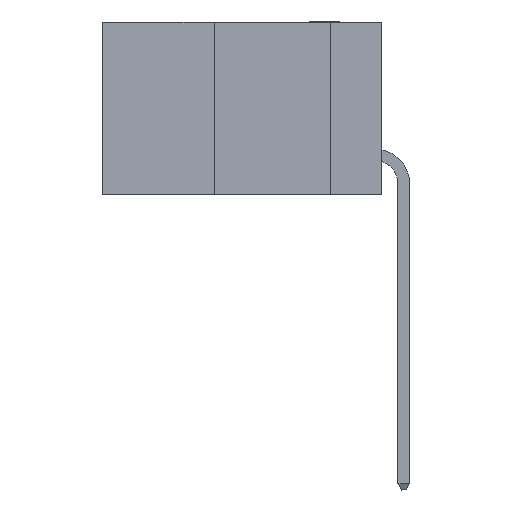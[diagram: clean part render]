
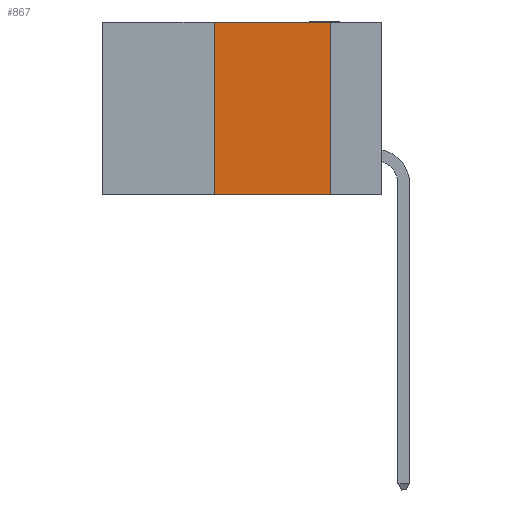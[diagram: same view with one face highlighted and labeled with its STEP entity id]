
A CAD part, left-side view. The second image highlights one B-rep face of the part: STEP entity #867.
In plain terms, the highlighted planar face has unit normal (-1, 0, 0).
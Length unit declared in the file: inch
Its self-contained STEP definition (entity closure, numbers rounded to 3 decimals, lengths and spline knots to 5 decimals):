
#47 = DIRECTION ( 'NONE',  ( 0., -1., 0. ) ) ;
#71 = VERTEX_POINT ( 'NONE', #4193 ) ;
#284 = CARTESIAN_POINT ( 'NONE',  ( 0., 0.11, -0.37 ) ) ;
#867 = ADVANCED_FACE ( 'NONE', ( #13942 ), #14705, .F. ) ;
#1191 = CARTESIAN_POINT ( 'NONE',  ( 0., 0.11, 0. ) ) ;
#1520 = VECTOR ( 'NONE', #47, 39.37008 ) ;
#2732 = ORIENTED_EDGE ( 'NONE', *, *, #5745, .T. ) ;
#3176 = AXIS2_PLACEMENT_3D ( 'NONE', #10560, #11916, #3818 ) ;
#3393 = CARTESIAN_POINT ( 'NONE',  ( 0., 0.36, 0. ) ) ;
#3818 = DIRECTION ( 'NONE',  ( 0., 0., -1. ) ) ;
#3829 = DIRECTION ( 'NONE',  ( 0., 0., -1. ) ) ;
#4193 = CARTESIAN_POINT ( 'NONE',  ( 0., 0.36, 0. ) ) ;
#4267 = EDGE_CURVE ( 'NONE', #4686, #13992, #15309, .T. ) ;
#4686 = VERTEX_POINT ( 'NONE', #9958 ) ;
#5103 = LINE ( 'NONE', #3393, #14383 ) ;
#5745 = EDGE_CURVE ( 'NONE', #11093, #13992, #9135, .T. ) ;
#6180 = VECTOR ( 'NONE', #10018, 39.37008 ) ;
#6236 = VECTOR ( 'NONE', #3829, 39.37008 ) ;
#6467 = EDGE_LOOP ( 'NONE', ( #12094, #13765, #11401, #2732 ) ) ;
#8515 = LINE ( 'NONE', #16458, #1520 ) ;
#8548 = CARTESIAN_POINT ( 'NONE',  ( 0., 0.6, -0.37 ) ) ;
#9135 = LINE ( 'NONE', #8548, #6180 ) ;
#9958 = CARTESIAN_POINT ( 'NONE',  ( 0., 0.11, 0. ) ) ;
#10018 = DIRECTION ( 'NONE',  ( 0., -1., 0. ) ) ;
#10560 = CARTESIAN_POINT ( 'NONE',  ( 0., 0.6, 0. ) ) ;
#11093 = VERTEX_POINT ( 'NONE', #17001 ) ;
#11401 = ORIENTED_EDGE ( 'NONE', *, *, #14188, .F. ) ;
#11799 = EDGE_CURVE ( 'NONE', #71, #4686, #8515, .T. ) ;
#11916 = DIRECTION ( 'NONE',  ( 1., 0., 0. ) ) ;
#12094 = ORIENTED_EDGE ( 'NONE', *, *, #4267, .F. ) ;
#13765 = ORIENTED_EDGE ( 'NONE', *, *, #11799, .F. ) ;
#13942 = FACE_OUTER_BOUND ( 'NONE', #6467, .T. ) ;
#13992 = VERTEX_POINT ( 'NONE', #284 ) ;
#14188 = EDGE_CURVE ( 'NONE', #11093, #71, #5103, .T. ) ;
#14269 = DIRECTION ( 'NONE',  ( 0., 0., 1. ) ) ;
#14383 = VECTOR ( 'NONE', #14269, 39.37008 ) ;
#14705 = PLANE ( 'NONE',  #3176 ) ;
#15309 = LINE ( 'NONE', #1191, #6236 ) ;
#16458 = CARTESIAN_POINT ( 'NONE',  ( 0., 0.6, 0. ) ) ;
#17001 = CARTESIAN_POINT ( 'NONE',  ( 0., 0.36, -0.37 ) ) ;
